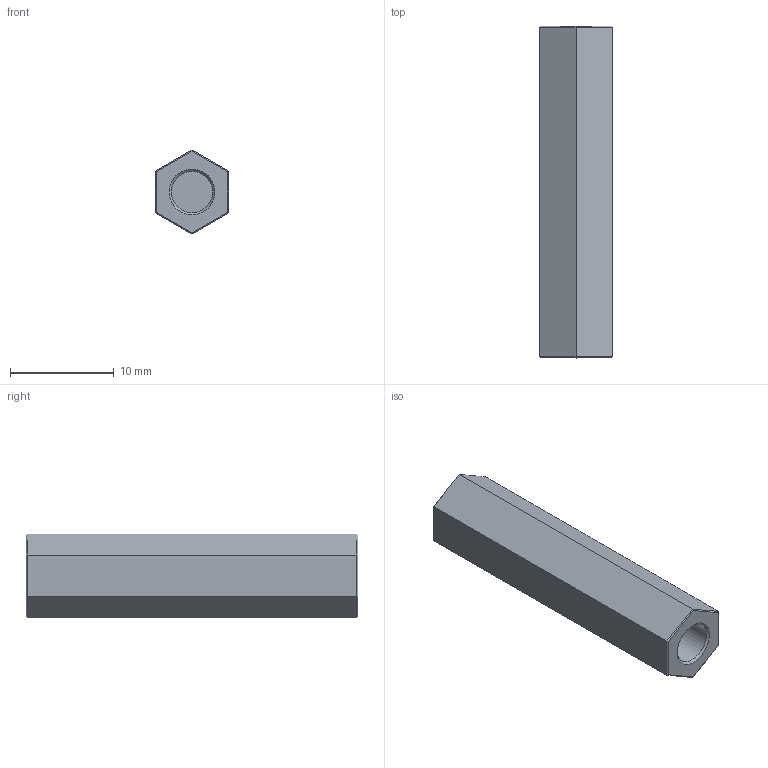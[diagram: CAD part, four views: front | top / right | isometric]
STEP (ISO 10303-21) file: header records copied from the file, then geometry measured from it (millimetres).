
FILE_DESCRIPTION(/* description */ (''),/* implementation_level */ '2;1');
FILE_NAME(/* name */ 'matrix_09-0001.ipt.stp',/* time_stamp */ '2014-12-18T17:42:50-08:00',/* author */ ('Autodesk Inc.'),/* organization */ ('Autodesk Inc.'),/* preprocessor_version */ 'ST-DEVELOPER v15.6',/* originating_system */ 'Autodesk Inventor 2015',/* authorisation */ '');
FILE_SCHEMA (('AUTOMOTIVE_DESIGN { 1 0 10303 214 3 1 1 }'));
Length unit declared in the file: millimetre
Products named in the file (1): matrix_09-0001
Bounding box: 7 x 32 x 8.08 mm (x, y, z)
Volume: 1156.1 mm3; surface area: 1056.2 mm2
Topology: 1 solids, 1 shells, 26 faces, 52 edges, 30 vertices
Faces by surface type: plane 22, cone 2, cylinder 2
Full cylindrical faces by diameter (mm): 4 x2
Entity records: 654 total; most frequent: DIRECTION 108, CARTESIAN_POINT 105, ORIENTED_EDGE 96, EDGE_CURVE 48, LINE 42, VECTOR 42, AXIS2_PLACEMENT_3D 33, EDGE_LOOP 32
